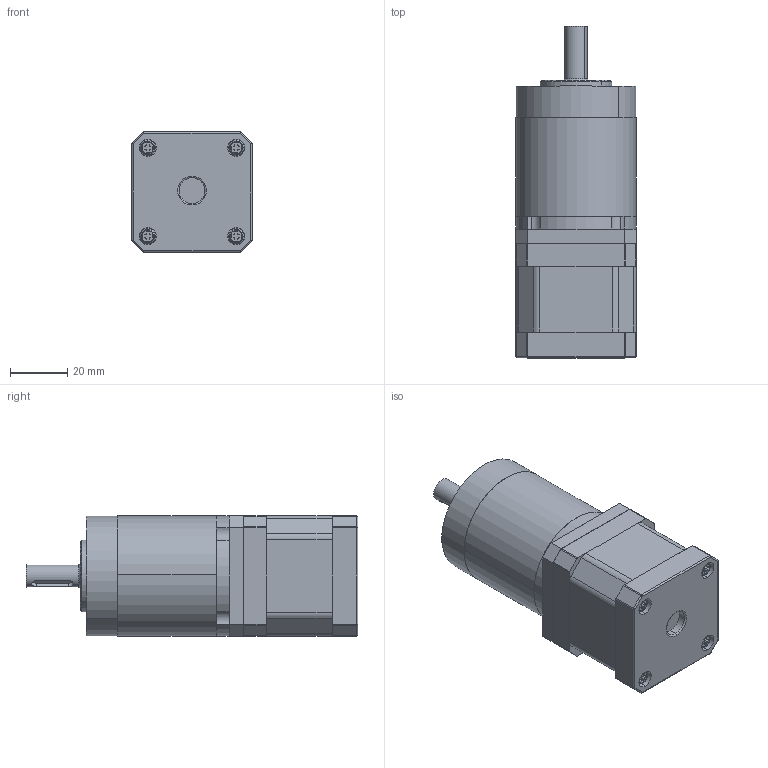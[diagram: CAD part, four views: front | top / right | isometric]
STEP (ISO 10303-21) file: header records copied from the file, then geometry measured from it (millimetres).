
FILE_DESCRIPTION (( 'STEP AP214' ), '1' );
FILE_NAME ('42HS4013A4〞XG媼撰厒掀.STEP', '2023-11-13T10:36:20', ( '' ), ( '' ), 'SwSTEP 2.0', 'SolidWorks 2021', '' );
FILE_SCHEMA (( 'AUTOMOTIVE_DESIGN' ));
Length unit declared in the file: millimetre
Products named in the file (12): hexagon socket head cap screws gb_GB_FASTENER_SCREWS_HSHCS M3X6-N; 42XG媼撰厒掀儂旯; 42XG媼撰厒掀; hexagon socket head cap screws gb_GB_FASTENER_SCREWS_HSHCS M3X5-N; 42____.STEP; 42XG菁釱; 42HS4013A4〞XG媼撰厒掀; 40____.STEP; 42__.STEP; 42HS4004A4.STEP; 42XG傷裔; M3x32.STEP
Assembly tree (16 placements, depth 3):
  42HS4013A4〞XG媼撰厒掀
    42HS4004A4.STEP
      40____.STEP
      42____.STEP
      42__.STEP
      M3x32.STEP  x4
    42XG媼撰厒掀
      42XG菁釱
      42XG媼撰厒掀儂旯
      42XG傷裔
    hexagon socket head cap screws gb_GB_FASTENER_SCREWS_HSHCS M3X6-N  x3
    hexagon socket head cap screws gb_GB_FASTENER_SCREWS_HSHCS M3X5-N
Bounding box: 42 x 116 x 42 mm (x, y, z)
Volume: 142538.4 mm3; surface area: 39306.6 mm2
Topology: 14 solids, 14 shells, 553 faces, 1383 edges, 875 vertices
Faces by surface type: cylinder 283, plane 188, cone 31, bspline 23, torus 20, sphere 8
Entity records: 21012 total; most frequent: CARTESIAN_POINT 10337, ORIENTED_EDGE 2124, DIRECTION 2041, EDGE_CURVE 1062, AXIS2_PLACEMENT_3D 776, VERTEX_POINT 677, VECTOR 489, LINE 489
